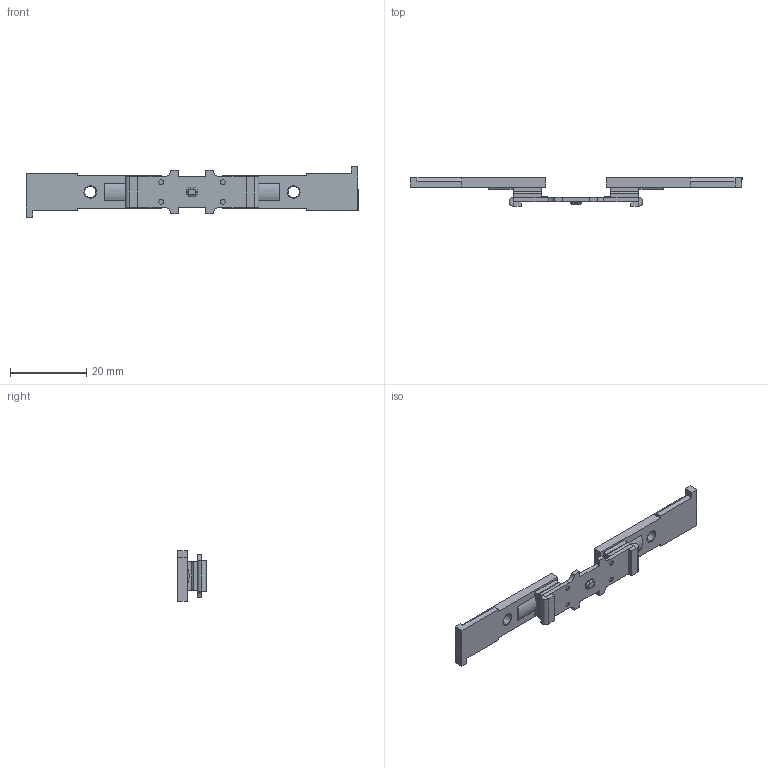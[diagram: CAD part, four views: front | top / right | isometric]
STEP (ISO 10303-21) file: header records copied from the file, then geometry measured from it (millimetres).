
FILE_DESCRIPTION (( 'STEP AP214' ), '1' );
FILE_NAME ('BZL75.STEP', '2020-06-03T07:06:01', ( '' ), ( '' ), 'SwSTEP 2.0', 'SolidWorks 2017', '' );
FILE_SCHEMA (( 'AUTOMOTIVE_DESIGN' ));
Length unit declared in the file: inch
Products named in the file (3): BZL75; BZL75-01
Assembly tree (3 placements, depth 2):
  BZL75
    BZL75
    BZL75-01  x2
Bounding box: 86.83 x 7.5 x 13.19 mm (x, y, z)
Volume: 2249 mm3; surface area: 2736.9 mm2
Topology: 3 solids, 3 shells, 182 faces, 430 edges, 268 vertices
Faces by surface type: plane 108, cylinder 58, torus 16
Entity records: 6356 total; most frequent: CARTESIAN_POINT 764, DIRECTION 761, ORIENTED_EDGE 706, EDGE_CURVE 353, AXIS2_PLACEMENT_3D 263, VECTOR 235, LINE 235, VERTEX_POINT 218
